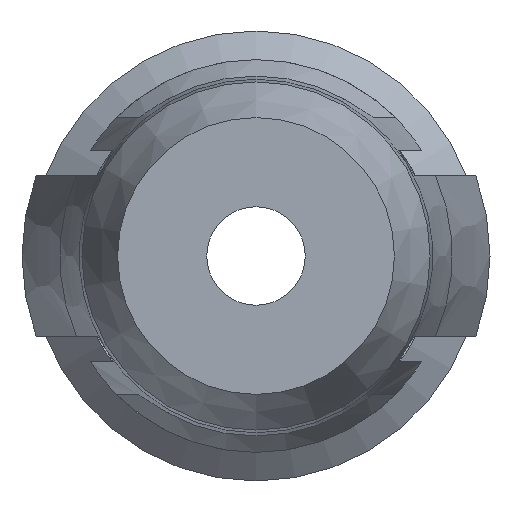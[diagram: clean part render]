
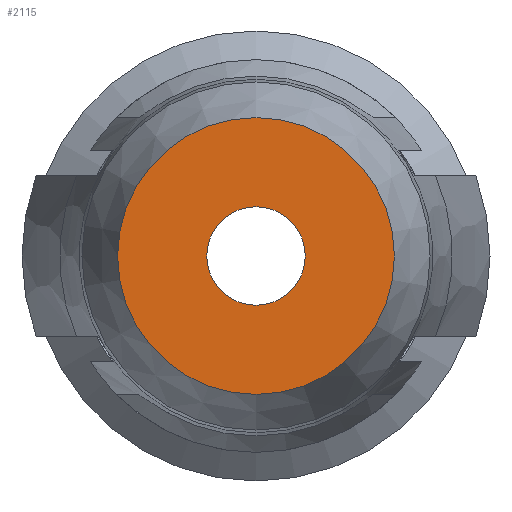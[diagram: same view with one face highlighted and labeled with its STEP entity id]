
A CAD part, left-side view. The second image highlights one B-rep face of the part: STEP entity #2115.
In plain terms, the highlighted planar face has unit normal (-1, 0, 0).
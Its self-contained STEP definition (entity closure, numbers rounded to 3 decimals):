
#192=PLANE('',#2307);
#898=ORIENTED_EDGE('',*,*,#1404,.F.);
#899=ORIENTED_EDGE('',*,*,#1405,.T.);
#1404=EDGE_CURVE('',#1640,#1640,#1712,.T.);
#1405=EDGE_CURVE('',#1641,#1641,#1713,.T.);
#1640=VERTEX_POINT('',#3897);
#1641=VERTEX_POINT('',#3899);
#1712=CIRCLE('',#2308,3.875);
#1713=CIRCLE('',#2309,1.38);
#1806=EDGE_LOOP('',(#898));
#1807=EDGE_LOOP('',(#899));
#1950=FACE_BOUND('',#1806,.T.);
#1951=FACE_BOUND('',#1807,.T.);
#2115=ADVANCED_FACE('',(#1950,#1951),#192,.F.);
#2307=AXIS2_PLACEMENT_3D('',#3895,#2734,#2735);
#2308=AXIS2_PLACEMENT_3D('',#3896,#2736,#2737);
#2309=AXIS2_PLACEMENT_3D('',#3898,#2738,#2739);
#2734=DIRECTION('',(1.,0.,0.));
#2735=DIRECTION('',(0.,0.,-1.));
#2736=DIRECTION('',(1.,0.,0.));
#2737=DIRECTION('',(0.,0.,-1.));
#2738=DIRECTION('',(1.,0.,0.));
#2739=DIRECTION('',(0.,0.,-1.));
#3895=CARTESIAN_POINT('',(-50.,0.,0.));
#3896=CARTESIAN_POINT('',(-50.,0.,0.));
#3897=CARTESIAN_POINT('',(-50.,0.,-3.875));
#3898=CARTESIAN_POINT('',(-50.,0.,0.));
#3899=CARTESIAN_POINT('',(-50.,0.,-1.38));
